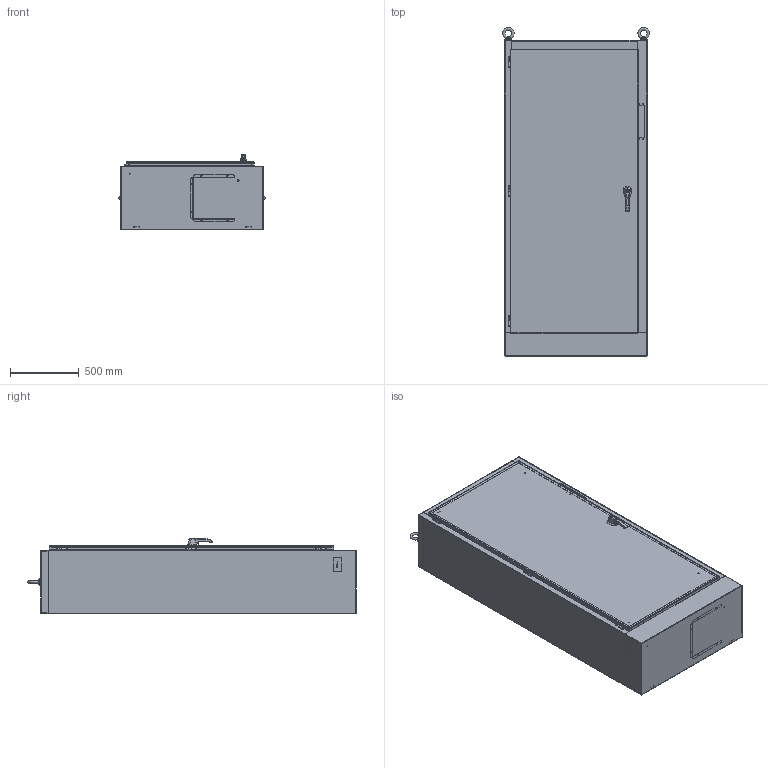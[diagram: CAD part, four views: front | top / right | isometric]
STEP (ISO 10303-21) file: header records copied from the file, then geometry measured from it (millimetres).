
FILE_DESCRIPTION (( 'STEP AP214' ), '1' );
FILE_NAME ('1UHD904118FTC.STEP', '2019-07-12T15:51:18', ( '' ), ( '' ), 'SwSTEP 2.0', 'SolidWorks 2018', '' );
FILE_SCHEMA (( 'AUTOMOTIVE_DESIGN' ));
Length unit declared in the file: inch
Products named in the file (1): 1UHD904118FTC
Bounding box: 1063.28 x 2382.5 x 545.2 mm (x, y, z)
Volume: 34913371.1 mm3; surface area: 22025823.9 mm2
Topology: 102 solids, 102 shells, 1773 faces, 4296 edges, 2757 vertices
Faces by surface type: plane 978, cylinder 482, bspline 222, cone 83, torus 8
Full cylindrical faces by diameter (mm): 4.249 x2, 4.394 x1, 4.75 x2, 4.775 x4, 4.928 x1, 4.976 x5, 5.893 x1, 5.918 x1, 6.35 x17, 6.477 x2, 6.528 x4, 6.756 x1, 7.112 x4, 7.137 x10, 7.163 x1, 7.366 x2, 7.805 x7, 7.95 x8, 8.128 x1, 8.255 x1, 8.331 x3, 8.382 x6, 8.484 x1, 8.89 x1, 9.271 x2, 9.398 x2, 9.525 x8, 9.652 x2, 9.906 x4, 10.49 x2
Entity records: 65859 total; most frequent: CARTESIAN_POINT 25216, ORIENTED_EDGE 8004, DIRECTION 7488, EDGE_CURVE 4002, VERTEX_POINT 2741, AXIS2_PLACEMENT_3D 2610, EDGE_LOOP 2273, VECTOR 2268
